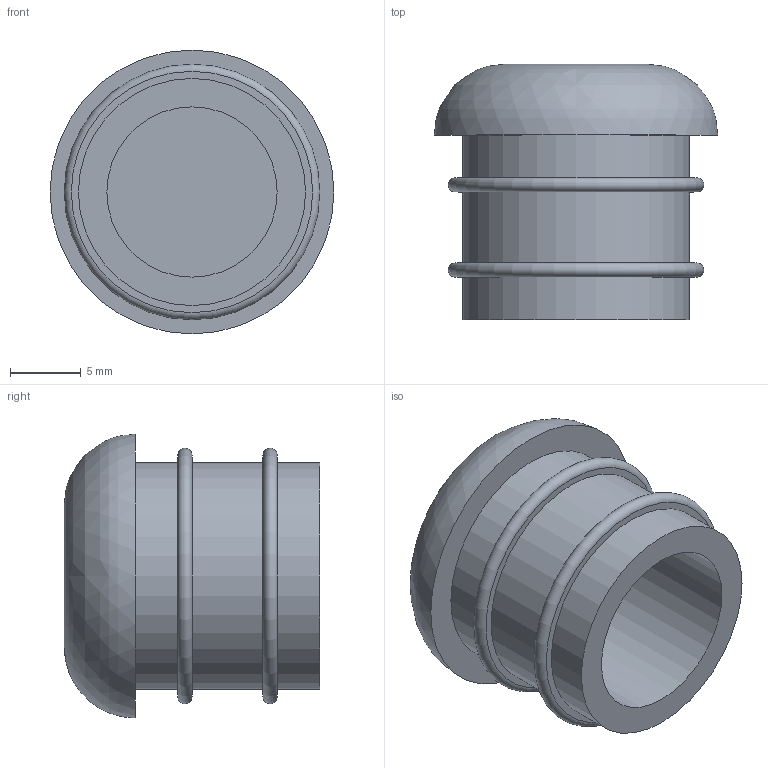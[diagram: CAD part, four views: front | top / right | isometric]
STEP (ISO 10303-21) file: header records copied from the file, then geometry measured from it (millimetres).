
FILE_DESCRIPTION(/* description */ (''),/* implementation_level */ '2;1');
FILE_NAME(/* name */ 'tube_cap.step',/* time_stamp */ '2021-06-13T12:34:14+02:00',/* author */ (''),/* organization */ (''),/* preprocessor_version */ 'ST-DEVELOPER v18.1',/* originating_system */ 'Autodesk Translation Framework v10.9.0.1377',/* authorisation */ '');
FILE_SCHEMA (('AUTOMOTIVE_DESIGN { 1 0 10303 214 3 1 1 }'));
Length unit declared in the file: millimetre
Products named in the file (1): tube_cap
Bounding box: 20 x 18 x 20 mm (x, y, z)
Volume: 2509.4 mm3; surface area: 2117.2 mm2
Topology: 1 solids, 1 shells, 15 faces, 21 edges, 14 vertices
Faces by surface type: plane 8, cylinder 4, torus 2, bspline 1
Full cylindrical faces by diameter (mm): 12 x1, 16 x3
Entity records: 394 total; most frequent: CARTESIAN_POINT 77, DIRECTION 68, ORIENTED_EDGE 42, AXIS2_PLACEMENT_3D 32, EDGE_LOOP 21, EDGE_CURVE 21, CIRCLE 17, FACE_OUTER_BOUND 15
